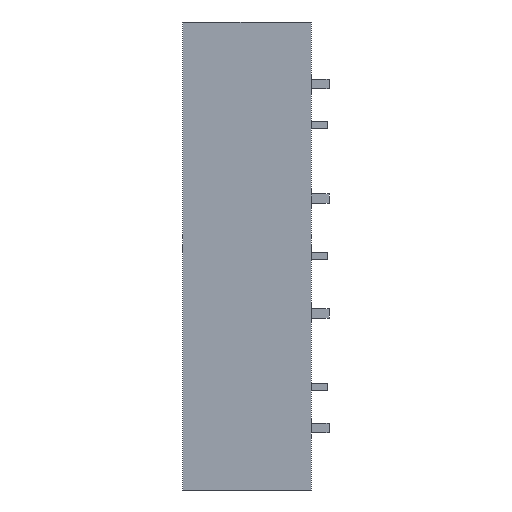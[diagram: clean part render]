
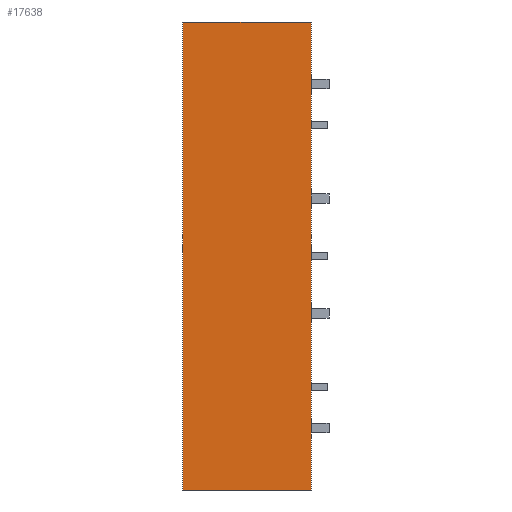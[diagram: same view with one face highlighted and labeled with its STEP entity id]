
A CAD part, left-side view. The second image highlights one B-rep face of the part: STEP entity #17638.
In plain terms, the highlighted planar face has unit normal (-1, 0, 0).
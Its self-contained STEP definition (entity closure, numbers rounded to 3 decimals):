
#434=LINE('',#23584,#1456);
#658=LINE('',#24051,#1680);
#732=LINE('',#24221,#1754);
#737=LINE('',#24239,#1759);
#1456=VECTOR('',#19254,1000.);
#1680=VECTOR('',#19590,1000.);
#1754=VECTOR('',#19762,1000.);
#1759=VECTOR('',#19779,1000.);
#3210=ORIENTED_EDGE('',*,*,#6510,.T.);
#3211=ORIENTED_EDGE('',*,*,#6829,.F.);
#3212=ORIENTED_EDGE('',*,*,#6738,.F.);
#3213=ORIENTED_EDGE('',*,*,#6820,.T.);
#6510=EDGE_CURVE('',#8400,#8401,#434,.T.);
#6738=EDGE_CURVE('',#8586,#8587,#658,.T.);
#6820=EDGE_CURVE('',#8586,#8400,#732,.T.);
#6829=EDGE_CURVE('',#8587,#8401,#737,.T.);
#8400=VERTEX_POINT('',#23585);
#8401=VERTEX_POINT('',#23586);
#8586=VERTEX_POINT('',#24050);
#8587=VERTEX_POINT('',#24052);
#10215=EDGE_LOOP('',(#3210,#3211,#3212,#3213));
#11065=FACE_BOUND('',#10215,.T.);
#11836=PLANE('',#18442);
#17638=ADVANCED_FACE('',(#11065),#11836,.F.);
#18442=AXIS2_PLACEMENT_3D('',#24255,#19792,#19793);
#19254=DIRECTION('',(0.,0.,1.));
#19590=DIRECTION('',(0.,0.,1.));
#19762=DIRECTION('',(0.,-1.,0.));
#19779=DIRECTION('',(0.,-1.,0.));
#19792=DIRECTION('',(1.,0.,0.));
#19793=DIRECTION('',(0.,0.,-1.));
#23584=CARTESIAN_POINT('',(-38.989,0.,39.37));
#23585=CARTESIAN_POINT('',(-38.989,0.,-39.37));
#23586=CARTESIAN_POINT('',(-38.989,0.,39.37));
#24050=CARTESIAN_POINT('',(-38.989,21.59,-39.37));
#24051=CARTESIAN_POINT('',(-38.989,21.59,39.37));
#24052=CARTESIAN_POINT('',(-38.989,21.59,39.37));
#24221=CARTESIAN_POINT('',(-38.989,21.59,-39.37));
#24239=CARTESIAN_POINT('',(-38.989,21.59,39.37));
#24255=CARTESIAN_POINT('',(-38.989,21.59,39.37));
